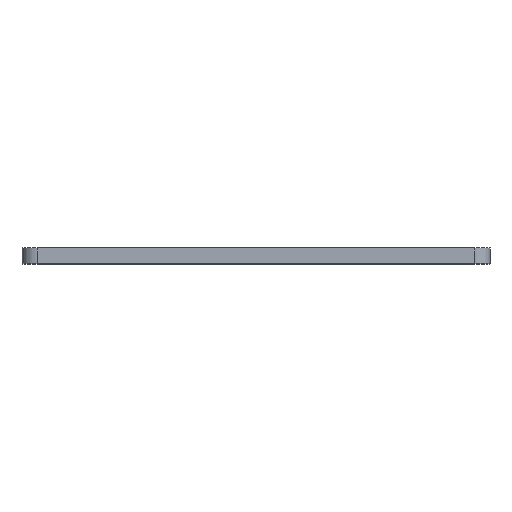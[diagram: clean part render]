
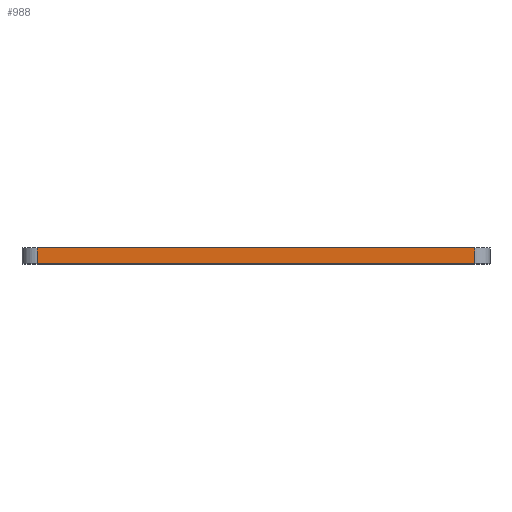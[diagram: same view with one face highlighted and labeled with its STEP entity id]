
A CAD part, top view. The second image highlights one B-rep face of the part: STEP entity #988.
In plain terms, the highlighted planar face has unit normal (0, 0, 1).
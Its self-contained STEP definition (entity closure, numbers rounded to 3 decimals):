
#5 = LINE ( 'NONE', #201, #443 ) ;
#54 = ORIENTED_EDGE ( 'NONE', *, *, #1173, .F. ) ;
#117 = VERTEX_POINT ( 'NONE', #318 ) ;
#122 = VERTEX_POINT ( 'NONE', #223 ) ;
#124 = VECTOR ( 'NONE', #446, 1000. ) ;
#190 = CARTESIAN_POINT ( 'NONE',  ( -43., 3., 46. ) ) ;
#201 = CARTESIAN_POINT ( 'NONE',  ( 43., 3., 46. ) ) ;
#223 = CARTESIAN_POINT ( 'NONE',  ( 43., 3., 46. ) ) ;
#248 = EDGE_CURVE ( 'NONE', #980, #117, #631, .T. ) ;
#297 = CARTESIAN_POINT ( 'NONE',  ( -43., 0., 46. ) ) ;
#318 = CARTESIAN_POINT ( 'NONE',  ( 43., 0., 46. ) ) ;
#320 = ORIENTED_EDGE ( 'NONE', *, *, #248, .T. ) ;
#417 = PLANE ( 'NONE',  #536 ) ;
#435 = VECTOR ( 'NONE', #997, 1000. ) ;
#443 = VECTOR ( 'NONE', #1201, 1000. ) ;
#446 = DIRECTION ( 'NONE',  ( 1., 0., 0. ) ) ;
#503 = EDGE_LOOP ( 'NONE', ( #54, #714, #320, #1015 ) ) ;
#526 = CARTESIAN_POINT ( 'NONE',  ( -46., 3., 46. ) ) ;
#536 = AXIS2_PLACEMENT_3D ( 'NONE', #1139, #957, #1043 ) ;
#631 = LINE ( 'NONE', #651, #435 ) ;
#649 = VECTOR ( 'NONE', #1018, 1000. ) ;
#651 = CARTESIAN_POINT ( 'NONE',  ( -46., 0., 46. ) ) ;
#714 = ORIENTED_EDGE ( 'NONE', *, *, #898, .T. ) ;
#891 = LINE ( 'NONE', #526, #124 ) ;
#898 = EDGE_CURVE ( 'NONE', #1180, #980, #929, .T. ) ;
#929 = LINE ( 'NONE', #190, #649 ) ;
#933 = EDGE_CURVE ( 'NONE', #117, #122, #5, .T. ) ;
#957 = DIRECTION ( 'NONE',  ( 0., 0., -1. ) ) ;
#980 = VERTEX_POINT ( 'NONE', #297 ) ;
#988 = ADVANCED_FACE ( 'NONE', ( #1109 ), #417, .F. ) ;
#990 = CARTESIAN_POINT ( 'NONE',  ( -43., 3., 46. ) ) ;
#997 = DIRECTION ( 'NONE',  ( 1., 0., 0. ) ) ;
#1015 = ORIENTED_EDGE ( 'NONE', *, *, #933, .T. ) ;
#1018 = DIRECTION ( 'NONE',  ( 0., -1., 0. ) ) ;
#1043 = DIRECTION ( 'NONE',  ( -1., 0., 0. ) ) ;
#1109 = FACE_OUTER_BOUND ( 'NONE', #503, .T. ) ;
#1139 = CARTESIAN_POINT ( 'NONE',  ( -46., 3., 46. ) ) ;
#1173 = EDGE_CURVE ( 'NONE', #1180, #122, #891, .T. ) ;
#1180 = VERTEX_POINT ( 'NONE', #990 ) ;
#1201 = DIRECTION ( 'NONE',  ( 0., 1., 0. ) ) ;
